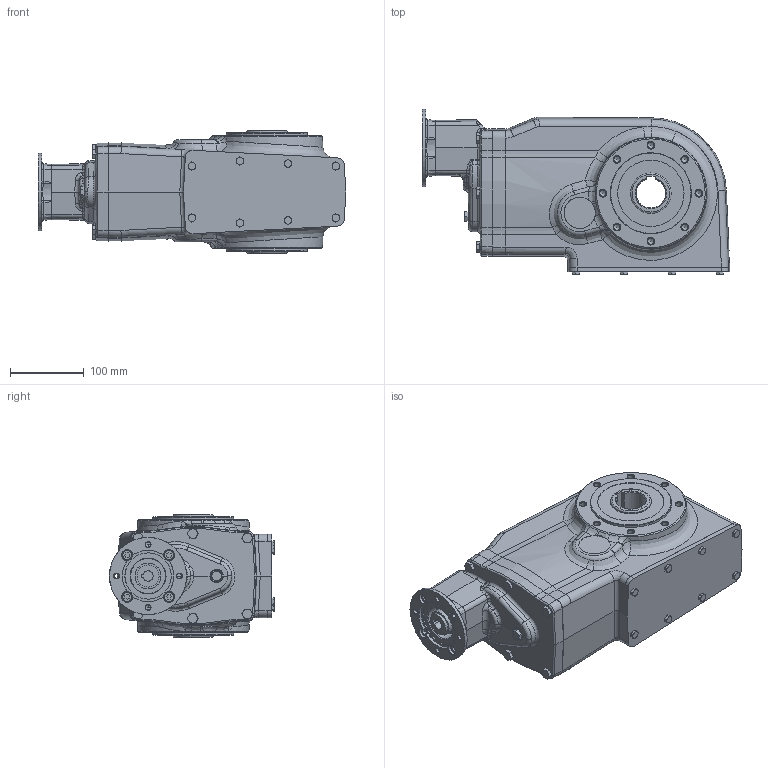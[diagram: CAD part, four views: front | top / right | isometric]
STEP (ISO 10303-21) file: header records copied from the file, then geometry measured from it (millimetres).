
FILE_DESCRIPTION(/* description */ ('Unknown'),/* implementation_level */ '2;1');
FILE_NAME(/* name */ '_P_X74N_I_xxx_-F_FB_N_-Q_B3_-C_',/* time_stamp */ '2025-09-24T11:28:16+02:00',/* author */ ('Unknown'),/* organization */ ('Unknown'),/* preprocessor_version */ 'ST-DEVELOPER v18.104',/* originating_system */ 'Solid Edge',/* authorisation */ 'Unknown');
FILE_SCHEMA (('AUTOMOTIVE_DESIGN {1 0 10303 214 3 1 1}'));
Length unit declared in the file: millimetre
Products named in the file (6): _P_X74N_I_xxx_-F_FB_N_-Q_B3_-C_; _B_X74N_I_xxx_-F_FB_N_; I634047; VTBIM08x16; C405092P
Assembly tree (8 placements, depth 3):
  _P_X74N_I_xxx_-F_FB_N_-Q_B3_-C_
    _B_X74N_I_xxx_-F_FB_N_
    I634047
      I634047
      VTBIM08x16  x4
    C405092P
Bounding box: 416.9 x 224.1 x 166 mm (x, y, z)
Volume: 8339194.2 mm3; surface area: 346075.2 mm2
Topology: 7 solids, 15 shells, 876 faces, 2057 edges, 1268 vertices
Faces by surface type: plane 297, cylinder 212, cone 170, bspline 146, torus 49, sphere 2
Full cylindrical faces by diameter (mm): 2.6 x1, 6 x8, 6.647 x8, 7 x12, 8 x4, 8.376 x32, 8.9 x8, 9 x4, 11.6 x6, 13 x4, 14 x4, 16.662 x1, 18 x2, 24.5 x1, 30 x1, 35 x2, 42.5 x2, 47 x1, 55 x2, 62 x3, 69.18 x1, 69.2 x1, 90 x2, 105 x1, 110 x2
Entity records: 31189 total; most frequent: CARTESIAN_POINT 9250, ORIENTED_EDGE 3362, DIRECTION 3203, EDGE_CURVE 1681, AXIS2_PLACEMENT_3D 1349, VERTEX_POINT 1134, FACE_BOUND 1129, EDGE_LOOP 1113
